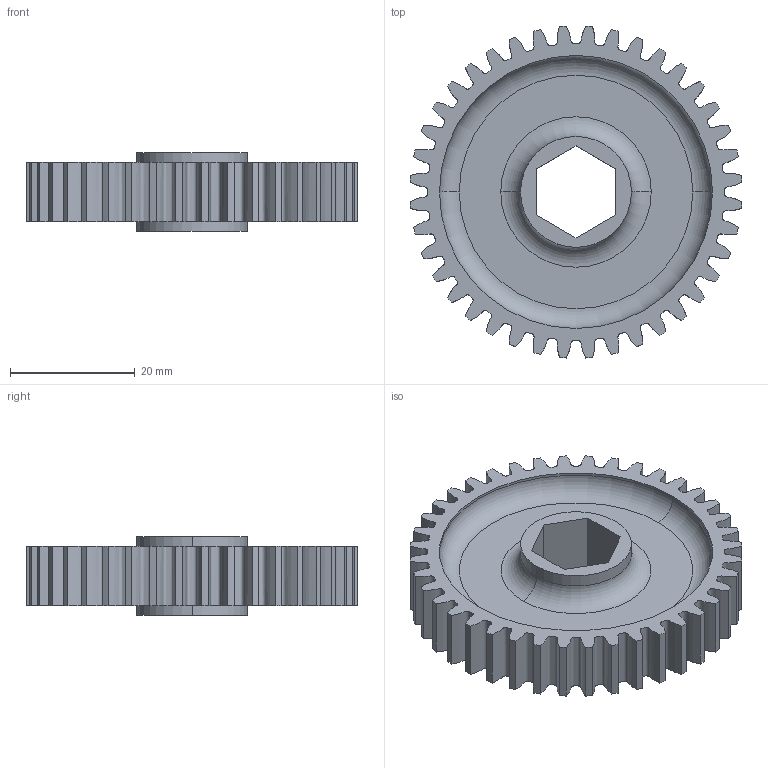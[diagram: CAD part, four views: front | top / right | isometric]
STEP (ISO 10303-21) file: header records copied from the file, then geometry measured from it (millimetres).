
FILE_DESCRIPTION (( 'STEP AP214' ), '1' );
FILE_NAME ('WCP-0116 Rev1.STEP', '2017-01-03T06:23:57', ( '' ), ( '' ), 'SwSTEP 2.0', 'SolidWorks 2016', '' );
FILE_SCHEMA (( 'AUTOMOTIVE_DESIGN' ));
Length unit declared in the file: inch
Products named in the file (1): WCP-0116 Rev1
Bounding box: 53.25 x 53.25 x 12.65 mm (x, y, z)
Volume: 10495.5 mm3; surface area: 8425 mm2
Topology: 1 solids, 1 shells, 108 faces, 298 edges, 196 vertices
Faces by surface type: cylinder 48, bspline 40, plane 12, torus 8
Entity records: 17034 total; most frequent: CARTESIAN_POINT 14403, ORIENTED_EDGE 596, DIRECTION 468, EDGE_CURVE 298, VERTEX_POINT 196, AXIS2_PLACEMENT_3D 181, EDGE_LOOP 114, CIRCLE 112
